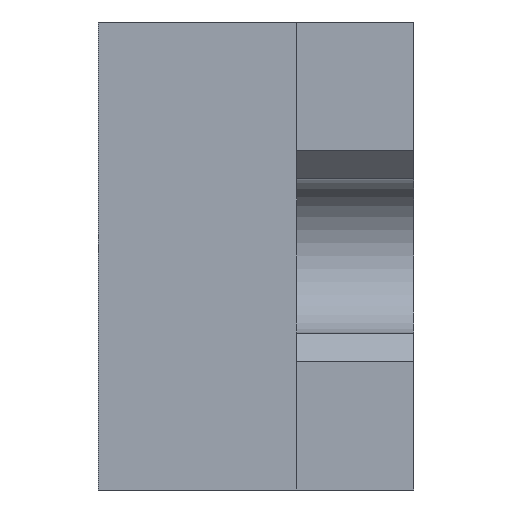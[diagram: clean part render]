
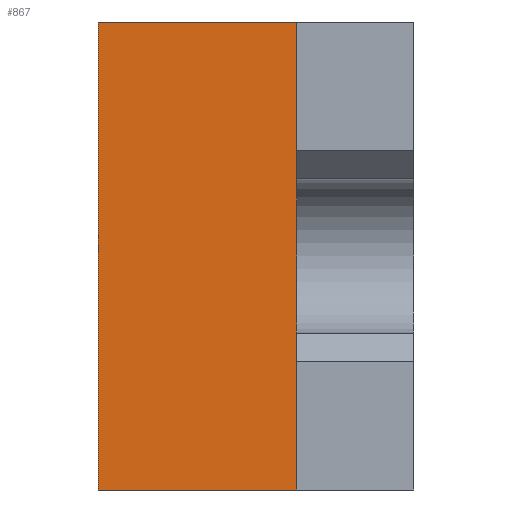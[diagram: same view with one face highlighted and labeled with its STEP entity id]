
A CAD part, left-side view. The second image highlights one B-rep face of the part: STEP entity #867.
In plain terms, the highlighted planar face has unit normal (-1, 0, 0).
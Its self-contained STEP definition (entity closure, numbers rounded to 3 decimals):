
#170=DIRECTION('',(0.,0.,1.));
#171=VECTOR('',#170,20.);
#172=CARTESIAN_POINT('',(20.5,5.,0.));
#173=LINE('',#172,#171);
#246=DIRECTION('',(0.,-1.,0.));
#247=VECTOR('',#246,8.5);
#248=CARTESIAN_POINT('',(20.5,13.5,20.));
#249=LINE('',#248,#247);
#250=DIRECTION('',(0.,1.,0.));
#251=VECTOR('',#250,8.5);
#252=CARTESIAN_POINT('',(20.5,5.,0.));
#253=LINE('',#252,#251);
#254=DIRECTION('',(0.,0.,-1.));
#255=VECTOR('',#254,20.);
#256=CARTESIAN_POINT('',(20.5,13.5,20.));
#257=LINE('',#256,#255);
#448=CARTESIAN_POINT('',(20.5,13.5,20.));
#449=CARTESIAN_POINT('',(20.5,13.5,0.));
#450=VERTEX_POINT('',#448);
#451=VERTEX_POINT('',#449);
#482=CARTESIAN_POINT('',(20.5,5.,0.));
#483=CARTESIAN_POINT('',(20.5,5.,20.));
#484=VERTEX_POINT('',#482);
#485=VERTEX_POINT('',#483);
#855=CARTESIAN_POINT('',(20.5,5.,0.));
#856=DIRECTION('',(1.,0.,0.));
#857=DIRECTION('',(0.,1.,0.));
#858=AXIS2_PLACEMENT_3D('',#855,#856,#857);
#859=PLANE('',#858);
#860=ORIENTED_EDGE('',*,*,#513,.T.);
#861=ORIENTED_EDGE('',*,*,#734,.F.);
#862=ORIENTED_EDGE('',*,*,#704,.T.);
#864=ORIENTED_EDGE('',*,*,#863,.F.);
#865=EDGE_LOOP('',(#860,#861,#862,#864));
#866=FACE_OUTER_BOUND('',#865,.F.);
#867=ADVANCED_FACE('',(#866),#859,.F.);
#513=EDGE_CURVE('',#450,#485,#249,.T.);
#704=EDGE_CURVE('',#484,#451,#253,.T.);
#734=EDGE_CURVE('',#484,#485,#173,.T.);
#863=EDGE_CURVE('',#450,#451,#257,.T.);
